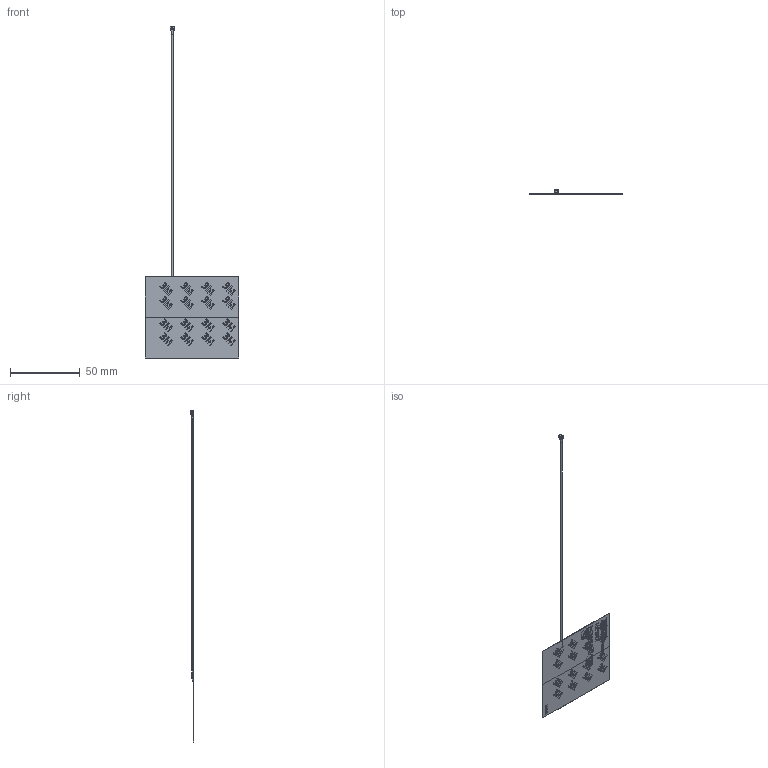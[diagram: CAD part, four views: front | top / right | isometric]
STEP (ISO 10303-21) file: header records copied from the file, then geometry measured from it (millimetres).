
FILE_DESCRIPTION (( 'STEP AP214' ), '1' );
FILE_NAME ('FXUB65.07.0180C_Web.STEP', '2022-03-15T16:26:44', ( '' ), ( '' ), 'SwSTEP 2.0', 'SolidWorks 2018', '' );
FILE_SCHEMA (( 'AUTOMOTIVE_DESIGN' ));
Length unit declared in the file: millimetre
Products named in the file (1): FXUB65.07.0180C_Web
Bounding box: 67.2 x 2.48 x 237.59 mm (x, y, z)
Surface area: 8759.9 mm2 (no closed solid volume)
Topology: 0 solids, 107 shells, 303 faces, 3432 edges, 3194 vertices
Faces by surface type: plane 231, bspline 39, cylinder 29, torus 4
Entity records: 46536 total; most frequent: CARTESIAN_POINT 22915, ORIENTED_EDGE 3752, EDGE_CURVE 3432, VERTEX_POINT 3194, DIRECTION 2712, LINE 1934, VECTOR 1934, B_SPLINE_CURVE_WITH_KNOTS 1168
